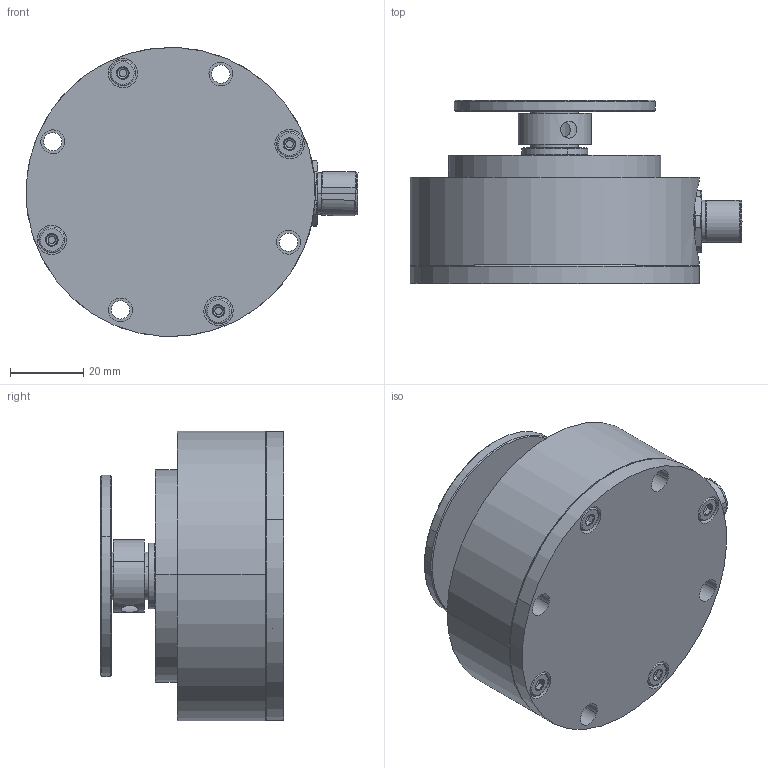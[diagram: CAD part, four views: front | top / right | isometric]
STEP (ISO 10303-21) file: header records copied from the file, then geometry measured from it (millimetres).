
FILE_DESCRIPTION (( 'STEP AP214' ), '1' );
FILE_NAME ('Gehäuse_Code_1_Welle_Code_07_el_Abg_101.STEP', '2012-05-29T12:29:29', ( 'dummy' ), ( '' ), 'SwSTEP 2.0', 'SolidWorks 2011', '' );
FILE_SCHEMA (( 'AUTOMOTIVE_DESIGN' ));
Length unit declared in the file: millimetre
Products named in the file (1): Gehäuse_Code_1_Welle_Code_07_el_Abg_101
Bounding box: 90.65 x 50 x 79 mm (x, y, z)
Surface area: 29868.7 mm2 (no closed solid volume)
Topology: 0 solids, 18 shells, 231 faces, 599 edges, 374 vertices
Faces by surface type: cylinder 81, plane 66, cone 64, torus 16, bspline 4
Entity records: 10292 total; most frequent: CARTESIAN_POINT 2063, DIRECTION 1295, ORIENTED_EDGE 1028, EDGE_CURVE 599, AXIS2_PLACEMENT_3D 542, VERTEX_POINT 374, CIRCLE 314, EDGE_LOOP 271
